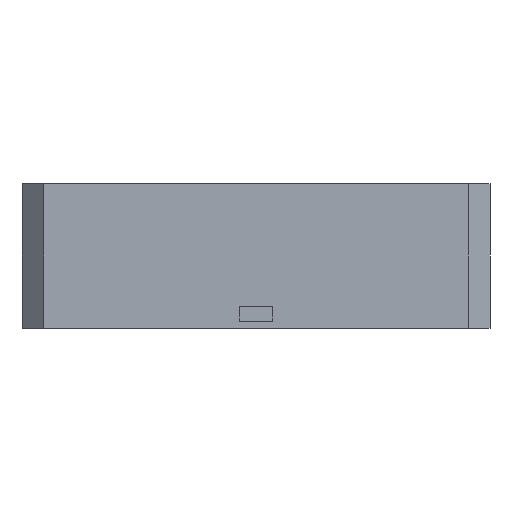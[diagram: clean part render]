
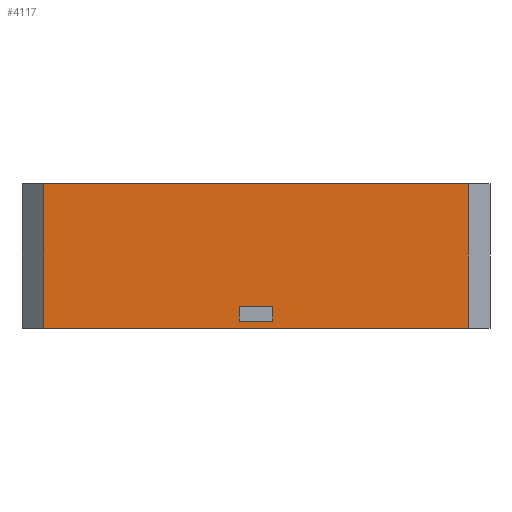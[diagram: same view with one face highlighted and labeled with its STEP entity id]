
A CAD part, left-side view. The second image highlights one B-rep face of the part: STEP entity #4117.
In plain terms, the highlighted planar face has unit normal (-1, 0, 0).
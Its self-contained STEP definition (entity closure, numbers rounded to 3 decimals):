
#32 = PLANE('',#33);
#33 = AXIS2_PLACEMENT_3D('',#34,#35,#36);
#34 = CARTESIAN_POINT('',(25.5,0.,30.));
#35 = DIRECTION('',(0.,0.,1.));
#36 = DIRECTION('',(1.,0.,0.));
#57 = VERTEX_POINT('',#58);
#58 = CARTESIAN_POINT('',(-1.5,44.,30.));
#72 = PLANE('',#73);
#73 = AXIS2_PLACEMENT_3D('',#74,#75,#76);
#74 = CARTESIAN_POINT('',(0.75,46.25,15.));
#75 = DIRECTION('',(-0.707,0.707,0.));
#76 = DIRECTION('',(-0.707,-0.707,0.));
#84 = EDGE_CURVE('',#85,#57,#87,.T.);
#85 = VERTEX_POINT('',#86);
#86 = CARTESIAN_POINT('',(-1.5,-44.,30.));
#87 = SURFACE_CURVE('',#88,(#92,#99),.PCURVE_S1.);
#88 = LINE('',#89,#90);
#89 = CARTESIAN_POINT('',(-1.5,-44.,30.));
#90 = VECTOR('',#91,1.);
#91 = DIRECTION('',(0.,1.,0.));
#92 = PCURVE('',#32,#93);
#93 = DEFINITIONAL_REPRESENTATION('',(#94),#98);
#94 = LINE('',#95,#96);
#95 = CARTESIAN_POINT('',(-27.,-44.));
#96 = VECTOR('',#97,1.);
#97 = DIRECTION('',(0.,1.));
#98 = ( GEOMETRIC_REPRESENTATION_CONTEXT(2) 
PARAMETRIC_REPRESENTATION_CONTEXT() REPRESENTATION_CONTEXT('2D SPACE',''
  ) );
#99 = PCURVE('',#100,#105);
#100 = PLANE('',#101);
#101 = AXIS2_PLACEMENT_3D('',#102,#103,#104);
#102 = CARTESIAN_POINT('',(-1.5,0.,15.));
#103 = DIRECTION('',(-1.,-0.,-0.));
#104 = DIRECTION('',(0.,0.,-1.));
#105 = DEFINITIONAL_REPRESENTATION('',(#106),#110);
#106 = LINE('',#107,#108);
#107 = CARTESIAN_POINT('',(-15.,44.));
#108 = VECTOR('',#109,1.);
#109 = DIRECTION('',(0.,-1.));
#110 = ( GEOMETRIC_REPRESENTATION_CONTEXT(2) 
PARAMETRIC_REPRESENTATION_CONTEXT() REPRESENTATION_CONTEXT('2D SPACE',''
  ) );
#128 = PLANE('',#129);
#129 = AXIS2_PLACEMENT_3D('',#130,#131,#132);
#130 = CARTESIAN_POINT('',(0.75,-46.25,15.));
#131 = DIRECTION('',(-0.707,-0.707,-0.));
#132 = DIRECTION('',(-0.707,0.707,0.));
#1146 = PLANE('',#1147);
#1147 = AXIS2_PLACEMENT_3D('',#1148,#1149,#1150);
#1148 = CARTESIAN_POINT('',(25.5,0.,0.));
#1149 = DIRECTION('',(-0.,-0.,-1.));
#1150 = DIRECTION('',(-1.,0.,0.));
#4073 = VERTEX_POINT('',#4074);
#4074 = CARTESIAN_POINT('',(-1.5,-44.,0.));
#4097 = EDGE_CURVE('',#85,#4073,#4098,.T.);
#4098 = SURFACE_CURVE('',#4099,(#4103,#4110),.PCURVE_S1.);
#4099 = LINE('',#4100,#4101);
#4100 = CARTESIAN_POINT('',(-1.5,-44.,30.));
#4101 = VECTOR('',#4102,1.);
#4102 = DIRECTION('',(0.,0.,-1.));
#4103 = PCURVE('',#128,#4104);
#4104 = DEFINITIONAL_REPRESENTATION('',(#4105),#4109);
#4105 = LINE('',#4106,#4107);
#4106 = CARTESIAN_POINT('',(3.182,-15.));
#4107 = VECTOR('',#4108,1.);
#4108 = DIRECTION('',(0.,1.));
#4109 = ( GEOMETRIC_REPRESENTATION_CONTEXT(2) 
PARAMETRIC_REPRESENTATION_CONTEXT() REPRESENTATION_CONTEXT('2D SPACE',''
  ) );
#4110 = PCURVE('',#100,#4111);
#4111 = DEFINITIONAL_REPRESENTATION('',(#4112),#4116);
#4112 = LINE('',#4113,#4114);
#4113 = CARTESIAN_POINT('',(-15.,44.));
#4114 = VECTOR('',#4115,1.);
#4115 = DIRECTION('',(1.,0.));
#4116 = ( GEOMETRIC_REPRESENTATION_CONTEXT(2) 
PARAMETRIC_REPRESENTATION_CONTEXT() REPRESENTATION_CONTEXT('2D SPACE',''
  ) );
#4117 = ADVANCED_FACE('',(#4118,#4166),#100,.T.);
#4118 = FACE_BOUND('',#4119,.T.);
#4119 = EDGE_LOOP('',(#4120,#4143,#4144,#4145));
#4120 = ORIENTED_EDGE('',*,*,#4121,.T.);
#4121 = EDGE_CURVE('',#4122,#4073,#4124,.T.);
#4122 = VERTEX_POINT('',#4123);
#4123 = CARTESIAN_POINT('',(-1.5,44.,0.));
#4124 = SURFACE_CURVE('',#4125,(#4129,#4136),.PCURVE_S1.);
#4125 = LINE('',#4126,#4127);
#4126 = CARTESIAN_POINT('',(-1.5,44.,0.));
#4127 = VECTOR('',#4128,1.);
#4128 = DIRECTION('',(0.,-1.,0.));
#4129 = PCURVE('',#100,#4130);
#4130 = DEFINITIONAL_REPRESENTATION('',(#4131),#4135);
#4131 = LINE('',#4132,#4133);
#4132 = CARTESIAN_POINT('',(15.,-44.));
#4133 = VECTOR('',#4134,1.);
#4134 = DIRECTION('',(0.,1.));
#4135 = ( GEOMETRIC_REPRESENTATION_CONTEXT(2) 
PARAMETRIC_REPRESENTATION_CONTEXT() REPRESENTATION_CONTEXT('2D SPACE',''
  ) );
#4136 = PCURVE('',#1146,#4137);
#4137 = DEFINITIONAL_REPRESENTATION('',(#4138),#4142);
#4138 = LINE('',#4139,#4140);
#4139 = CARTESIAN_POINT('',(27.,44.));
#4140 = VECTOR('',#4141,1.);
#4141 = DIRECTION('',(0.,-1.));
#4142 = ( GEOMETRIC_REPRESENTATION_CONTEXT(2) 
PARAMETRIC_REPRESENTATION_CONTEXT() REPRESENTATION_CONTEXT('2D SPACE',''
  ) );
#4143 = ORIENTED_EDGE('',*,*,#4097,.F.);
#4144 = ORIENTED_EDGE('',*,*,#84,.T.);
#4145 = ORIENTED_EDGE('',*,*,#4146,.T.);
#4146 = EDGE_CURVE('',#57,#4122,#4147,.T.);
#4147 = SURFACE_CURVE('',#4148,(#4152,#4159),.PCURVE_S1.);
#4148 = LINE('',#4149,#4150);
#4149 = CARTESIAN_POINT('',(-1.5,44.,30.));
#4150 = VECTOR('',#4151,1.);
#4151 = DIRECTION('',(0.,0.,-1.));
#4152 = PCURVE('',#100,#4153);
#4153 = DEFINITIONAL_REPRESENTATION('',(#4154),#4158);
#4154 = LINE('',#4155,#4156);
#4155 = CARTESIAN_POINT('',(-15.,-44.));
#4156 = VECTOR('',#4157,1.);
#4157 = DIRECTION('',(1.,0.));
#4158 = ( GEOMETRIC_REPRESENTATION_CONTEXT(2) 
PARAMETRIC_REPRESENTATION_CONTEXT() REPRESENTATION_CONTEXT('2D SPACE',''
  ) );
#4159 = PCURVE('',#72,#4160);
#4160 = DEFINITIONAL_REPRESENTATION('',(#4161),#4165);
#4161 = LINE('',#4162,#4163);
#4162 = CARTESIAN_POINT('',(3.182,15.));
#4163 = VECTOR('',#4164,1.);
#4164 = DIRECTION('',(-0.,-1.));
#4165 = ( GEOMETRIC_REPRESENTATION_CONTEXT(2) 
PARAMETRIC_REPRESENTATION_CONTEXT() REPRESENTATION_CONTEXT('2D SPACE',''
  ) );
#4166 = FACE_BOUND('',#4167,.T.);
#4167 = EDGE_LOOP('',(#4168,#4198,#4221,#4244));
#4168 = ORIENTED_EDGE('',*,*,#4169,.F.);
#4169 = EDGE_CURVE('',#4170,#4172,#4174,.T.);
#4170 = VERTEX_POINT('',#4171);
#4171 = CARTESIAN_POINT('',(-1.5,-3.5,4.5));
#4172 = VERTEX_POINT('',#4173);
#4173 = CARTESIAN_POINT('',(-1.5,3.5,4.5));
#4174 = SURFACE_CURVE('',#4175,(#4179,#4186),.PCURVE_S1.);
#4175 = LINE('',#4176,#4177);
#4176 = CARTESIAN_POINT('',(-1.5,-3.5,4.5));
#4177 = VECTOR('',#4178,1.);
#4178 = DIRECTION('',(0.,1.,0.));
#4179 = PCURVE('',#100,#4180);
#4180 = DEFINITIONAL_REPRESENTATION('',(#4181),#4185);
#4181 = LINE('',#4182,#4183);
#4182 = CARTESIAN_POINT('',(10.5,3.5));
#4183 = VECTOR('',#4184,1.);
#4184 = DIRECTION('',(0.,-1.));
#4185 = ( GEOMETRIC_REPRESENTATION_CONTEXT(2) 
PARAMETRIC_REPRESENTATION_CONTEXT() REPRESENTATION_CONTEXT('2D SPACE',''
  ) );
#4186 = PCURVE('',#4187,#4192);
#4187 = PLANE('',#4188);
#4188 = AXIS2_PLACEMENT_3D('',#4189,#4190,#4191);
#4189 = CARTESIAN_POINT('',(-1.5,0.,3.));
#4190 = DIRECTION('',(-1.,0.,0.));
#4191 = DIRECTION('',(0.,0.,1.));
#4192 = DEFINITIONAL_REPRESENTATION('',(#4193),#4197);
#4193 = LINE('',#4194,#4195);
#4194 = CARTESIAN_POINT('',(1.5,-3.5));
#4195 = VECTOR('',#4196,1.);
#4196 = DIRECTION('',(0.,1.));
#4197 = ( GEOMETRIC_REPRESENTATION_CONTEXT(2) 
PARAMETRIC_REPRESENTATION_CONTEXT() REPRESENTATION_CONTEXT('2D SPACE',''
  ) );
#4198 = ORIENTED_EDGE('',*,*,#4199,.F.);
#4199 = EDGE_CURVE('',#4200,#4170,#4202,.T.);
#4200 = VERTEX_POINT('',#4201);
#4201 = CARTESIAN_POINT('',(-1.5,-3.5,1.5));
#4202 = SURFACE_CURVE('',#4203,(#4207,#4214),.PCURVE_S1.);
#4203 = LINE('',#4204,#4205);
#4204 = CARTESIAN_POINT('',(-1.5,-3.5,1.5));
#4205 = VECTOR('',#4206,1.);
#4206 = DIRECTION('',(0.,0.,1.));
#4207 = PCURVE('',#100,#4208);
#4208 = DEFINITIONAL_REPRESENTATION('',(#4209),#4213);
#4209 = LINE('',#4210,#4211);
#4210 = CARTESIAN_POINT('',(13.5,3.5));
#4211 = VECTOR('',#4212,1.);
#4212 = DIRECTION('',(-1.,0.));
#4213 = ( GEOMETRIC_REPRESENTATION_CONTEXT(2) 
PARAMETRIC_REPRESENTATION_CONTEXT() REPRESENTATION_CONTEXT('2D SPACE',''
  ) );
#4214 = PCURVE('',#4187,#4215);
#4215 = DEFINITIONAL_REPRESENTATION('',(#4216),#4220);
#4216 = LINE('',#4217,#4218);
#4217 = CARTESIAN_POINT('',(-1.5,-3.5));
#4218 = VECTOR('',#4219,1.);
#4219 = DIRECTION('',(1.,0.));
#4220 = ( GEOMETRIC_REPRESENTATION_CONTEXT(2) 
PARAMETRIC_REPRESENTATION_CONTEXT() REPRESENTATION_CONTEXT('2D SPACE',''
  ) );
#4221 = ORIENTED_EDGE('',*,*,#4222,.T.);
#4222 = EDGE_CURVE('',#4200,#4223,#4225,.T.);
#4223 = VERTEX_POINT('',#4224);
#4224 = CARTESIAN_POINT('',(-1.5,3.5,1.5));
#4225 = SURFACE_CURVE('',#4226,(#4230,#4237),.PCURVE_S1.);
#4226 = LINE('',#4227,#4228);
#4227 = CARTESIAN_POINT('',(-1.5,-3.5,1.5));
#4228 = VECTOR('',#4229,1.);
#4229 = DIRECTION('',(0.,1.,0.));
#4230 = PCURVE('',#100,#4231);
#4231 = DEFINITIONAL_REPRESENTATION('',(#4232),#4236);
#4232 = LINE('',#4233,#4234);
#4233 = CARTESIAN_POINT('',(13.5,3.5));
#4234 = VECTOR('',#4235,1.);
#4235 = DIRECTION('',(0.,-1.));
#4236 = ( GEOMETRIC_REPRESENTATION_CONTEXT(2) 
PARAMETRIC_REPRESENTATION_CONTEXT() REPRESENTATION_CONTEXT('2D SPACE',''
  ) );
#4237 = PCURVE('',#4187,#4238);
#4238 = DEFINITIONAL_REPRESENTATION('',(#4239),#4243);
#4239 = LINE('',#4240,#4241);
#4240 = CARTESIAN_POINT('',(-1.5,-3.5));
#4241 = VECTOR('',#4242,1.);
#4242 = DIRECTION('',(0.,1.));
#4243 = ( GEOMETRIC_REPRESENTATION_CONTEXT(2) 
PARAMETRIC_REPRESENTATION_CONTEXT() REPRESENTATION_CONTEXT('2D SPACE',''
  ) );
#4244 = ORIENTED_EDGE('',*,*,#4245,.F.);
#4245 = EDGE_CURVE('',#4172,#4223,#4246,.T.);
#4246 = SURFACE_CURVE('',#4247,(#4251,#4258),.PCURVE_S1.);
#4247 = LINE('',#4248,#4249);
#4248 = CARTESIAN_POINT('',(-1.5,3.5,4.5));
#4249 = VECTOR('',#4250,1.);
#4250 = DIRECTION('',(-0.,0.,-1.));
#4251 = PCURVE('',#100,#4252);
#4252 = DEFINITIONAL_REPRESENTATION('',(#4253),#4257);
#4253 = LINE('',#4254,#4255);
#4254 = CARTESIAN_POINT('',(10.5,-3.5));
#4255 = VECTOR('',#4256,1.);
#4256 = DIRECTION('',(1.,0.));
#4257 = ( GEOMETRIC_REPRESENTATION_CONTEXT(2) 
PARAMETRIC_REPRESENTATION_CONTEXT() REPRESENTATION_CONTEXT('2D SPACE',''
  ) );
#4258 = PCURVE('',#4187,#4259);
#4259 = DEFINITIONAL_REPRESENTATION('',(#4260),#4264);
#4260 = LINE('',#4261,#4262);
#4261 = CARTESIAN_POINT('',(1.5,3.5));
#4262 = VECTOR('',#4263,1.);
#4263 = DIRECTION('',(-1.,0.));
#4264 = ( GEOMETRIC_REPRESENTATION_CONTEXT(2) 
PARAMETRIC_REPRESENTATION_CONTEXT() REPRESENTATION_CONTEXT('2D SPACE',''
  ) );
